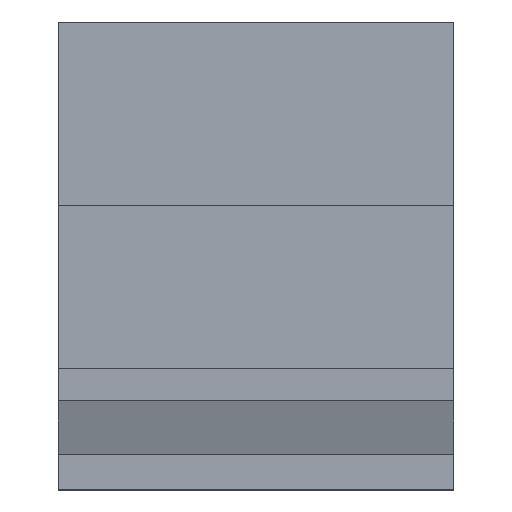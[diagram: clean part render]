
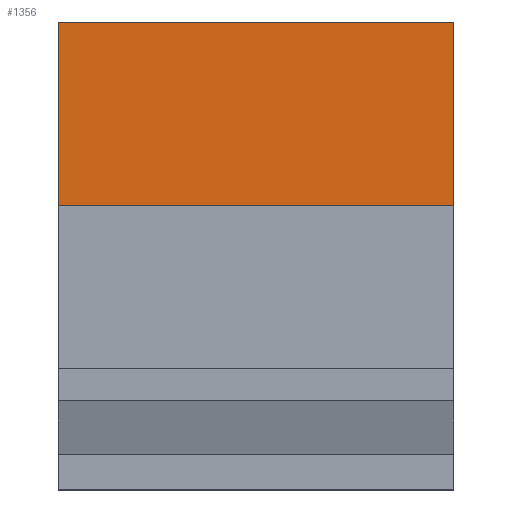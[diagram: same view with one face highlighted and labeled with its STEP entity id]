
A CAD part, top view. The second image highlights one B-rep face of the part: STEP entity #1356.
In plain terms, the highlighted planar face has unit normal (0, 0, 1).
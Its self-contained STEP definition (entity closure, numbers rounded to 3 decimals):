
#1343=AXIS2_PLACEMENT_3D('Plane Axis2P3D',#1340,#1341,#1342) ;
#283=CARTESIAN_POINT('Vertex',(10.16,12.,13.9)) ;
#286=CARTESIAN_POINT('Line Origine',(10.16,9.65,13.9)) ;
#290=CARTESIAN_POINT('Vertex',(10.16,7.3,13.9)) ;
#413=CARTESIAN_POINT('Vertex',(0.,7.3,13.9)) ;
#416=CARTESIAN_POINT('Line Origine',(0.,9.65,13.9)) ;
#420=CARTESIAN_POINT('Vertex',(0.,12.,13.9)) ;
#1272=CARTESIAN_POINT('Line Origine',(5.08,12.,13.9)) ;
#1340=CARTESIAN_POINT('Axis2P3D Location',(0.,3.1,13.9)) ;
#1345=CARTESIAN_POINT('Line Origine',(5.08,7.3,13.9)) ;
#287=DIRECTION('Vector Direction',(0.,-1.,0.)) ;
#417=DIRECTION('Vector Direction',(0.,-1.,0.)) ;
#1273=DIRECTION('Vector Direction',(1.,0.,0.)) ;
#1341=DIRECTION('Axis2P3D Direction',(-0.,0.,1.)) ;
#1342=DIRECTION('Axis2P3D XDirection',(0.,-1.,0.)) ;
#1346=DIRECTION('Vector Direction',(1.,0.,0.)) ;
#288=VECTOR('Line Direction',#287,1.) ;
#418=VECTOR('Line Direction',#417,1.) ;
#1274=VECTOR('Line Direction',#1273,1.) ;
#1347=VECTOR('Line Direction',#1346,1.) ;
#1351=ORIENTED_EDGE('',*,*,#292,.T.) ;
#1352=ORIENTED_EDGE('',*,*,#1276,.F.) ;
#1353=ORIENTED_EDGE('',*,*,#422,.F.) ;
#1354=ORIENTED_EDGE('',*,*,#1349,.T.) ;
#1356=ADVANCED_FACE('HOUSING',(#1355),#1344,.T.) ;
#292=EDGE_CURVE('',#291,#284,#289,.F.) ;
#422=EDGE_CURVE('',#414,#421,#419,.F.) ;
#1276=EDGE_CURVE('',#421,#284,#1275,.T.) ;
#1349=EDGE_CURVE('',#414,#291,#1348,.T.) ;
#1350=EDGE_LOOP('',(#1351,#1352,#1353,#1354)) ;
#1355=FACE_OUTER_BOUND('',#1350,.T.) ;
#289=LINE('Line',#286,#288) ;
#419=LINE('Line',#416,#418) ;
#1275=LINE('Line',#1272,#1274) ;
#1348=LINE('Line',#1345,#1347) ;
#1344=PLANE('',#1343) ;
#284=VERTEX_POINT('',#283) ;
#291=VERTEX_POINT('',#290) ;
#414=VERTEX_POINT('',#413) ;
#421=VERTEX_POINT('',#420) ;
